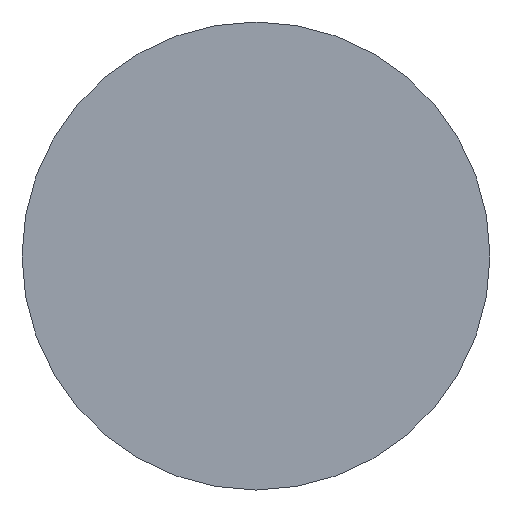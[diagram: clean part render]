
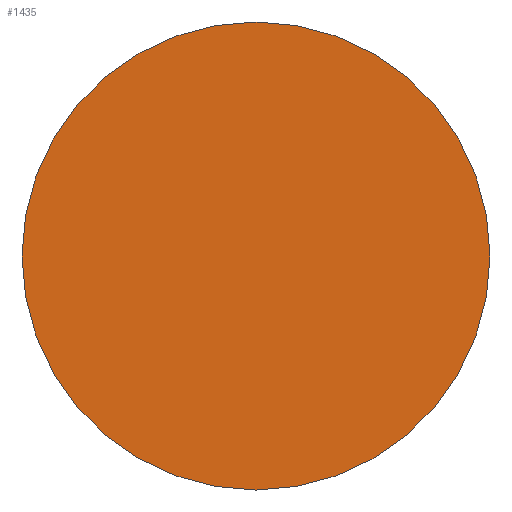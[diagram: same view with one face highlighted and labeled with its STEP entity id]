
A CAD part, left-side view. The second image highlights one B-rep face of the part: STEP entity #1435.
In plain terms, the highlighted planar face has unit normal (-1, 0, 0).
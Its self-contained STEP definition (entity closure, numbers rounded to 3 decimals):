
#1300 = CYLINDRICAL_SURFACE('',#1301,0.75);
#1301 = AXIS2_PLACEMENT_3D('',#1302,#1303,#1304);
#1302 = CARTESIAN_POINT('',(1.75,0.,0.75));
#1303 = DIRECTION('',(-1.,0.,0.));
#1304 = DIRECTION('',(0.,0.,1.));
#1326 = CYLINDRICAL_SURFACE('',#1327,0.75);
#1327 = AXIS2_PLACEMENT_3D('',#1328,#1329,#1330);
#1328 = CARTESIAN_POINT('',(1.75,0.,0.75));
#1329 = DIRECTION('',(-1.,0.,0.));
#1330 = DIRECTION('',(0.,0.,1.));
#1342 = VERTEX_POINT('',#1343);
#1343 = CARTESIAN_POINT('',(-1.75,0.,
    0.));
#1362 = EDGE_CURVE('',#1342,#1363,#1365,.T.);
#1363 = VERTEX_POINT('',#1364);
#1364 = CARTESIAN_POINT('',(-1.75,0.,1.5));
#1365 = SURFACE_CURVE('',#1366,(#1371,#1377),.PCURVE_S1.);
#1366 = CIRCLE('',#1367,0.75);
#1367 = AXIS2_PLACEMENT_3D('',#1368,#1369,#1370);
#1368 = CARTESIAN_POINT('',(-1.75,0.,0.75));
#1369 = DIRECTION('',(1.,0.,0.));
#1370 = DIRECTION('',(0.,0.,-1.));
#1371 = PCURVE('',#1300,#1372);
#1372 = DEFINITIONAL_REPRESENTATION('',(#1373),#1376);
#1373 = B_SPLINE_CURVE_WITH_KNOTS('',1,(#1374,#1375),.UNSPECIFIED.,.F.,
  .F.,(2,2),(0.,3.142),.PIECEWISE_BEZIER_KNOTS.);
#1374 = CARTESIAN_POINT('',(3.142,3.5));
#1375 = CARTESIAN_POINT('',(0.,3.5));
#1376 = ( GEOMETRIC_REPRESENTATION_CONTEXT(2) 
PARAMETRIC_REPRESENTATION_CONTEXT() REPRESENTATION_CONTEXT('2D SPACE',''
  ) );
#1377 = PCURVE('',#1378,#1383);
#1378 = PLANE('',#1379);
#1379 = AXIS2_PLACEMENT_3D('',#1380,#1381,#1382);
#1380 = CARTESIAN_POINT('',(-1.75,0.,0.75));
#1381 = DIRECTION('',(1.,0.,0.));
#1382 = DIRECTION('',(0.,0.,-1.));
#1383 = DEFINITIONAL_REPRESENTATION('',(#1384),#1388);
#1384 = CIRCLE('',#1385,0.75);
#1385 = AXIS2_PLACEMENT_2D('',#1386,#1387);
#1386 = CARTESIAN_POINT('',(0.,0.));
#1387 = DIRECTION('',(1.,0.));
#1388 = ( GEOMETRIC_REPRESENTATION_CONTEXT(2) 
PARAMETRIC_REPRESENTATION_CONTEXT() REPRESENTATION_CONTEXT('2D SPACE',''
  ) );
#1415 = EDGE_CURVE('',#1363,#1342,#1416,.T.);
#1416 = SURFACE_CURVE('',#1417,(#1422,#1428),.PCURVE_S1.);
#1417 = CIRCLE('',#1418,0.75);
#1418 = AXIS2_PLACEMENT_3D('',#1419,#1420,#1421);
#1419 = CARTESIAN_POINT('',(-1.75,0.,0.75));
#1420 = DIRECTION('',(1.,0.,0.));
#1421 = DIRECTION('',(0.,0.,-1.));
#1422 = PCURVE('',#1326,#1423);
#1423 = DEFINITIONAL_REPRESENTATION('',(#1424),#1427);
#1424 = B_SPLINE_CURVE_WITH_KNOTS('',1,(#1425,#1426),.UNSPECIFIED.,.F.,
  .F.,(2,2),(3.142,6.283),.PIECEWISE_BEZIER_KNOTS.);
#1425 = CARTESIAN_POINT('',(6.283,3.5));
#1426 = CARTESIAN_POINT('',(3.142,3.5));
#1427 = ( GEOMETRIC_REPRESENTATION_CONTEXT(2) 
PARAMETRIC_REPRESENTATION_CONTEXT() REPRESENTATION_CONTEXT('2D SPACE',''
  ) );
#1428 = PCURVE('',#1378,#1429);
#1429 = DEFINITIONAL_REPRESENTATION('',(#1430),#1434);
#1430 = CIRCLE('',#1431,0.75);
#1431 = AXIS2_PLACEMENT_2D('',#1432,#1433);
#1432 = CARTESIAN_POINT('',(0.,0.));
#1433 = DIRECTION('',(1.,0.));
#1434 = ( GEOMETRIC_REPRESENTATION_CONTEXT(2) 
PARAMETRIC_REPRESENTATION_CONTEXT() REPRESENTATION_CONTEXT('2D SPACE',''
  ) );
#1435 = ADVANCED_FACE('',(#1436),#1378,.F.);
#1436 = FACE_BOUND('',#1437,.T.);
#1437 = EDGE_LOOP('',(#1438,#1439));
#1438 = ORIENTED_EDGE('',*,*,#1415,.F.);
#1439 = ORIENTED_EDGE('',*,*,#1362,.F.);
